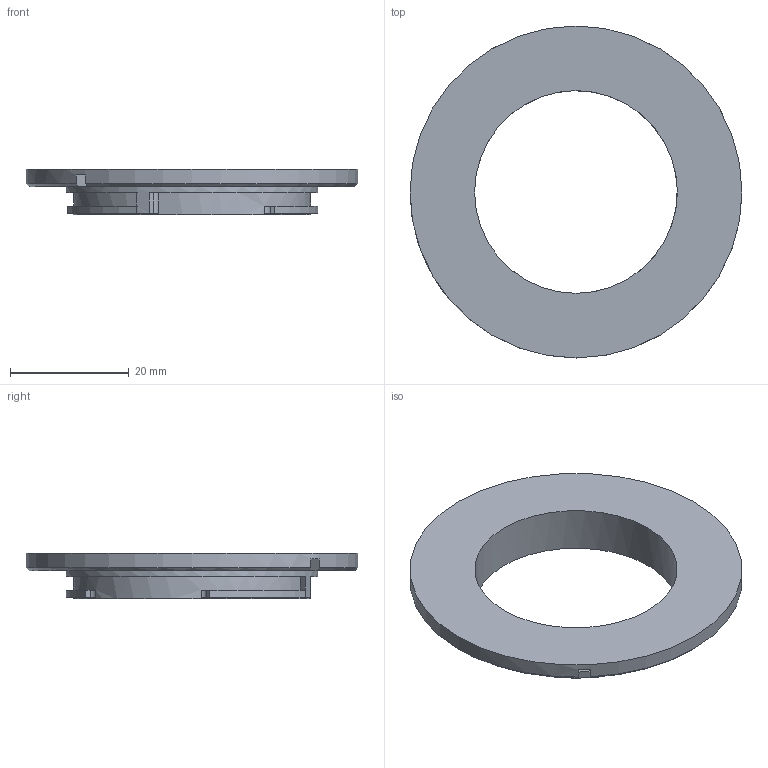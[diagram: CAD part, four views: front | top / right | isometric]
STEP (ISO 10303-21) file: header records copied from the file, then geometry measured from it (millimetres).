
FILE_DESCRIPTION(/* description */ (''),/* implementation_level */ '2;1');
FILE_NAME(/* name */ 'mountLensBase_fujiX',/* time_stamp */ '2023-12-05T16:34:32-05:00',/* author */ ('George Moua'),/* organization */ ('Archive 663'),/* preprocessor_version */ 'ST-DEVELOPER v16.7',/* originating_system */ 'Solid Edge',/* authorisation */ 'Unknown');
FILE_SCHEMA (('AUTOMOTIVE_DESIGN {1 0 10303 214 3 1 1}'));
Length unit declared in the file: millimetre
Products named in the file (3): mountLensBase; mountLensBase_fujiX_oa_0; mountLensBase_fujiX
Assembly tree (2 placements, depth 3):
  mountLensBase
    mountLensBase_fujiX_oa_0
      mountLensBase_fujiX
Bounding box: 56 x 56 x 7.75 mm (x, y, z)
Volume: 6459.1 mm3; surface area: 5190.1 mm2
Topology: 1 solids, 1 shells, 39 faces, 100 edges, 67 vertices
Faces by surface type: plane 24, cylinder 14, cone 1
Full cylindrical faces by diameter (mm): 34.2 x1, 40 x1, 42.5 x1, 56 x1
Entity records: 1183 total; most frequent: DIRECTION 205, CARTESIAN_POINT 197, ORIENTED_EDGE 178, EDGE_CURVE 89, AXIS2_PLACEMENT_3D 77, VERTEX_POINT 61, LINE 51, VECTOR 51
